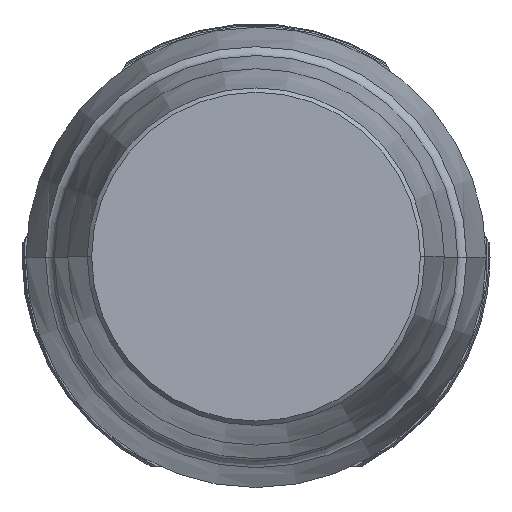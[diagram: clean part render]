
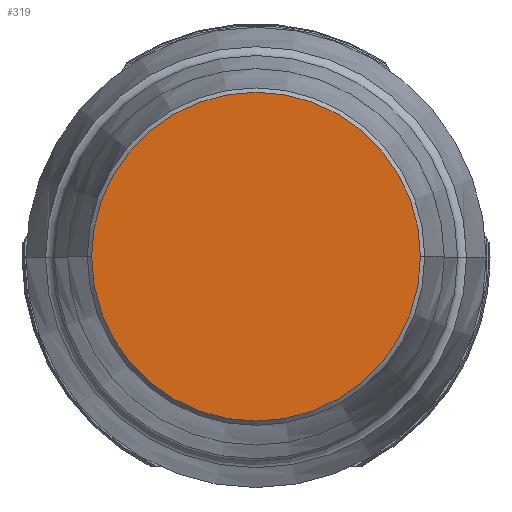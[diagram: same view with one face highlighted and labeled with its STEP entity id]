
A CAD part, top view. The second image highlights one B-rep face of the part: STEP entity #319.
In plain terms, the highlighted planar face has unit normal (0, 0, 1).
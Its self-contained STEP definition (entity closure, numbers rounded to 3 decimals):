
#56=PLANE('',#1466);
#319=ADVANCED_FACE('',(#412),#56,.F.);
#412=FACE_OUTER_BOUND('',#491,.T.);
#491=EDGE_LOOP('',(#874,#875));
#874=ORIENTED_EDGE('',*,*,#1041,.F.);
#875=ORIENTED_EDGE('',*,*,#1168,.F.);
#909=VERTEX_POINT('',#1955);
#910=VERTEX_POINT('',#1956);
#1041=EDGE_CURVE('',#909,#910,#1221,.T.);
#1168=EDGE_CURVE('',#910,#909,#1271,.T.);
#1221=CIRCLE('',#1346,11.399);
#1271=CIRCLE('',#1427,11.399);
#1346=AXIS2_PLACEMENT_3D('',#1954,#1581,#1582);
#1427=AXIS2_PLACEMENT_3D('',#2558,#1766,#1767);
#1466=AXIS2_PLACEMENT_3D('',#2609,#1856,#1857);
#1581=DIRECTION('',(0.,0.,-1.));
#1582=DIRECTION('',(0.,-1.,0.));
#1766=DIRECTION('',(0.,0.,-1.));
#1767=DIRECTION('',(0.,-1.,0.));
#1856=DIRECTION('',(0.,0.,-1.));
#1857=DIRECTION('',(0.,1.,0.));
#1954=CARTESIAN_POINT('',(0.,0.,
30.9));
#1955=CARTESIAN_POINT('',(-11.399,0.,30.9));
#1956=CARTESIAN_POINT('',(11.399,0.,30.9));
#2558=CARTESIAN_POINT('',(0.,0.,
30.9));
#2609=CARTESIAN_POINT('',(15.,15.,30.9));
